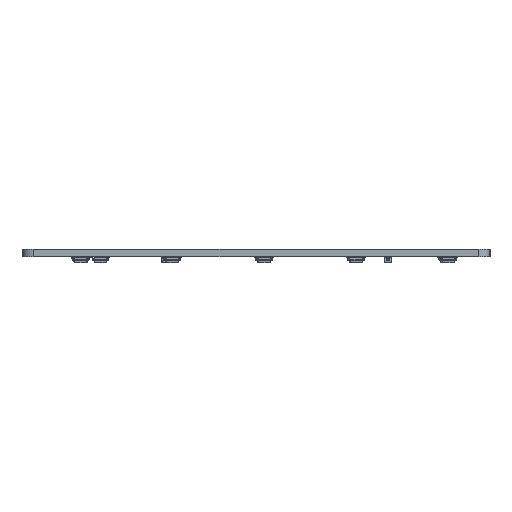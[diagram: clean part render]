
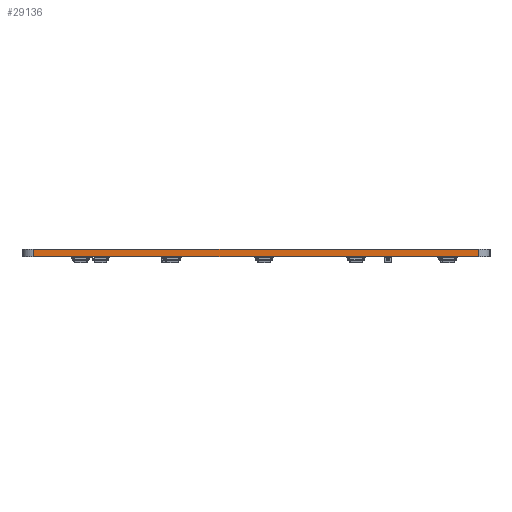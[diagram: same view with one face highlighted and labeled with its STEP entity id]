
A CAD part, left-side view. The second image highlights one B-rep face of the part: STEP entity #29136.
In plain terms, the highlighted planar face has unit normal (-1, 0, 0).
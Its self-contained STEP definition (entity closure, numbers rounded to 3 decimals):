
#4548 = CYLINDRICAL_SURFACE('',#4549,2.381);
#4549 = AXIS2_PLACEMENT_3D('',#4550,#4551,#4552);
#4550 = CARTESIAN_POINT('',(67.484,-142.084,0.));
#4551 = DIRECTION('',(-0.,-0.,-1.));
#4552 = DIRECTION('',(1.,0.,-0.));
#4576 = PLANE('',#4577);
#4577 = AXIS2_PLACEMENT_3D('',#4578,#4579,#4580);
#4578 = CARTESIAN_POINT('',(218.24,-188.223,1.6));
#4579 = DIRECTION('',(-0.,-0.,-1.));
#4580 = DIRECTION('',(-1.,0.,0.));
#4630 = PLANE('',#4631);
#4631 = AXIS2_PLACEMENT_3D('',#4632,#4633,#4634);
#4632 = CARTESIAN_POINT('',(218.24,-188.223,0.));
#4633 = DIRECTION('',(-0.,-0.,-1.));
#4634 = DIRECTION('',(-1.,0.,0.));
#4647 = VERTEX_POINT('',#4648);
#4648 = CARTESIAN_POINT('',(65.103,-142.084,1.6));
#4674 = EDGE_CURVE('',#4675,#4647,#4677,.T.);
#4675 = VERTEX_POINT('',#4676);
#4676 = CARTESIAN_POINT('',(65.103,-142.084,0.));
#4677 = SURFACE_CURVE('',#4678,(#4682,#4689),.PCURVE_S1.);
#4678 = LINE('',#4679,#4680);
#4679 = CARTESIAN_POINT('',(65.103,-142.084,0.));
#4680 = VECTOR('',#4681,1.);
#4681 = DIRECTION('',(0.,0.,1.));
#4682 = PCURVE('',#4548,#4683);
#4683 = DEFINITIONAL_REPRESENTATION('',(#4684),#4688);
#4684 = LINE('',#4685,#4686);
#4685 = CARTESIAN_POINT('',(-3.142,0.));
#4686 = VECTOR('',#4687,1.);
#4687 = DIRECTION('',(-0.,-1.));
#4688 = ( GEOMETRIC_REPRESENTATION_CONTEXT(2) 
PARAMETRIC_REPRESENTATION_CONTEXT() REPRESENTATION_CONTEXT('2D SPACE',''
  ) );
#4689 = PCURVE('',#4690,#4695);
#4690 = PLANE('',#4691);
#4691 = AXIS2_PLACEMENT_3D('',#4692,#4693,#4694);
#4692 = CARTESIAN_POINT('',(65.109,-234.319,0.));
#4693 = DIRECTION('',(-1.,0.,0.));
#4694 = DIRECTION('',(0.,1.,0.));
#4695 = DEFINITIONAL_REPRESENTATION('',(#4696),#4700);
#4696 = LINE('',#4697,#4698);
#4697 = CARTESIAN_POINT('',(92.235,0.));
#4698 = VECTOR('',#4699,1.);
#4699 = DIRECTION('',(0.,-1.));
#4700 = ( GEOMETRIC_REPRESENTATION_CONTEXT(2) 
PARAMETRIC_REPRESENTATION_CONTEXT() REPRESENTATION_CONTEXT('2D SPACE',''
  ) );
#4904 = VERTEX_POINT('',#4905);
#4905 = CARTESIAN_POINT('',(65.109,-234.319,0.));
#4924 = CYLINDRICAL_SURFACE('',#4925,2.381);
#4925 = AXIS2_PLACEMENT_3D('',#4926,#4927,#4928);
#4926 = CARTESIAN_POINT('',(67.49,-234.319,0.));
#4927 = DIRECTION('',(-0.,-0.,-1.));
#4928 = DIRECTION('',(1.,0.,-0.));
#4936 = EDGE_CURVE('',#4904,#4675,#4937,.T.);
#4937 = SURFACE_CURVE('',#4938,(#4942,#4949),.PCURVE_S1.);
#4938 = LINE('',#4939,#4940);
#4939 = CARTESIAN_POINT('',(65.109,-234.319,0.));
#4940 = VECTOR('',#4941,1.);
#4941 = DIRECTION('',(0.,1.,0.));
#4942 = PCURVE('',#4630,#4943);
#4943 = DEFINITIONAL_REPRESENTATION('',(#4944),#4948);
#4944 = LINE('',#4945,#4946);
#4945 = CARTESIAN_POINT('',(153.131,-46.096));
#4946 = VECTOR('',#4947,1.);
#4947 = DIRECTION('',(0.,1.));
#4948 = ( GEOMETRIC_REPRESENTATION_CONTEXT(2) 
PARAMETRIC_REPRESENTATION_CONTEXT() REPRESENTATION_CONTEXT('2D SPACE',''
  ) );
#4949 = PCURVE('',#4690,#4950);
#4950 = DEFINITIONAL_REPRESENTATION('',(#4951),#4955);
#4951 = LINE('',#4952,#4953);
#4952 = CARTESIAN_POINT('',(0.,0.));
#4953 = VECTOR('',#4954,1.);
#4954 = DIRECTION('',(1.,0.));
#4955 = ( GEOMETRIC_REPRESENTATION_CONTEXT(2) 
PARAMETRIC_REPRESENTATION_CONTEXT() REPRESENTATION_CONTEXT('2D SPACE',''
  ) );
#17988 = VERTEX_POINT('',#17989);
#17989 = CARTESIAN_POINT('',(65.109,-234.319,1.6));
#18015 = EDGE_CURVE('',#17988,#4647,#18016,.T.);
#18016 = SURFACE_CURVE('',#18017,(#18021,#18028),.PCURVE_S1.);
#18017 = LINE('',#18018,#18019);
#18018 = CARTESIAN_POINT('',(65.109,-234.319,1.6));
#18019 = VECTOR('',#18020,1.);
#18020 = DIRECTION('',(0.,1.,0.));
#18021 = PCURVE('',#4576,#18022);
#18022 = DEFINITIONAL_REPRESENTATION('',(#18023),#18027);
#18023 = LINE('',#18024,#18025);
#18024 = CARTESIAN_POINT('',(153.131,-46.096));
#18025 = VECTOR('',#18026,1.);
#18026 = DIRECTION('',(0.,1.));
#18027 = ( GEOMETRIC_REPRESENTATION_CONTEXT(2) 
PARAMETRIC_REPRESENTATION_CONTEXT() REPRESENTATION_CONTEXT('2D SPACE',''
  ) );
#18028 = PCURVE('',#4690,#18029);
#18029 = DEFINITIONAL_REPRESENTATION('',(#18030),#18034);
#18030 = LINE('',#18031,#18032);
#18031 = CARTESIAN_POINT('',(0.,-1.6));
#18032 = VECTOR('',#18033,1.);
#18033 = DIRECTION('',(1.,0.));
#18034 = ( GEOMETRIC_REPRESENTATION_CONTEXT(2) 
PARAMETRIC_REPRESENTATION_CONTEXT() REPRESENTATION_CONTEXT('2D SPACE',''
  ) );
#29136 = ADVANCED_FACE('',(#29137),#4690,.T.);
#29137 = FACE_BOUND('',#29138,.T.);
#29138 = EDGE_LOOP('',(#29139,#29160,#29161,#29162));
#29139 = ORIENTED_EDGE('',*,*,#29140,.T.);
#29140 = EDGE_CURVE('',#4904,#17988,#29141,.T.);
#29141 = SURFACE_CURVE('',#29142,(#29146,#29153),.PCURVE_S1.);
#29142 = LINE('',#29143,#29144);
#29143 = CARTESIAN_POINT('',(65.109,-234.319,0.));
#29144 = VECTOR('',#29145,1.);
#29145 = DIRECTION('',(0.,0.,1.));
#29146 = PCURVE('',#4690,#29147);
#29147 = DEFINITIONAL_REPRESENTATION('',(#29148),#29152);
#29148 = LINE('',#29149,#29150);
#29149 = CARTESIAN_POINT('',(0.,0.));
#29150 = VECTOR('',#29151,1.);
#29151 = DIRECTION('',(0.,-1.));
#29152 = ( GEOMETRIC_REPRESENTATION_CONTEXT(2) 
PARAMETRIC_REPRESENTATION_CONTEXT() REPRESENTATION_CONTEXT('2D SPACE',''
  ) );
#29153 = PCURVE('',#4924,#29154);
#29154 = DEFINITIONAL_REPRESENTATION('',(#29155),#29159);
#29155 = LINE('',#29156,#29157);
#29156 = CARTESIAN_POINT('',(-3.141,0.));
#29157 = VECTOR('',#29158,1.);
#29158 = DIRECTION('',(-0.,-1.));
#29159 = ( GEOMETRIC_REPRESENTATION_CONTEXT(2) 
PARAMETRIC_REPRESENTATION_CONTEXT() REPRESENTATION_CONTEXT('2D SPACE',''
  ) );
#29160 = ORIENTED_EDGE('',*,*,#18015,.T.);
#29161 = ORIENTED_EDGE('',*,*,#4674,.F.);
#29162 = ORIENTED_EDGE('',*,*,#4936,.F.);
